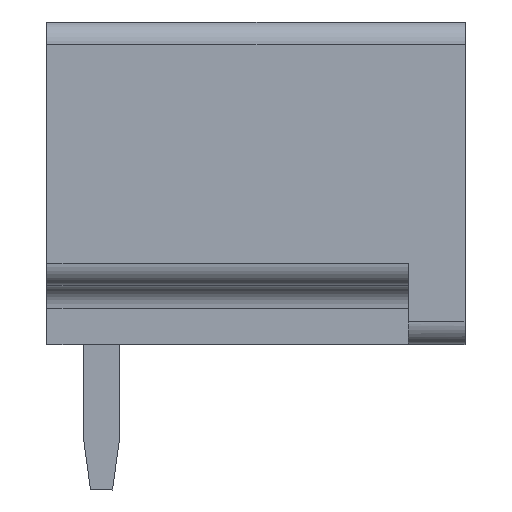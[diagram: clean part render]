
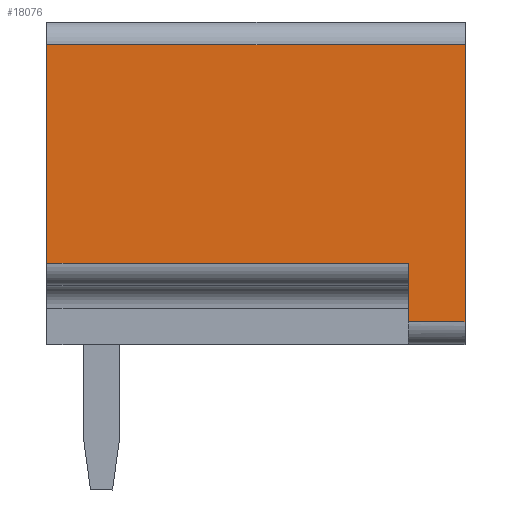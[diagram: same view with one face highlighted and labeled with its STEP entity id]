
A CAD part, left-side view. The second image highlights one B-rep face of the part: STEP entity #18076.
In plain terms, the highlighted planar face has unit normal (-1, 0, 0).
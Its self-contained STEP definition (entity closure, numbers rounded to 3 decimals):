
#18040=AXIS2_PLACEMENT_3D('Plane Axis2P3D',#18037,#18038,#18039) ;
#70=CARTESIAN_POINT('Vertex',(0.,0.,9.8)) ;
#73=CARTESIAN_POINT('Line Origine',(0.,0.,6.75)) ;
#77=CARTESIAN_POINT('Vertex',(0.,0.,3.7)) ;
#18022=CARTESIAN_POINT('Vertex',(0.,9.2,9.8)) ;
#18025=CARTESIAN_POINT('Line Origine',(0.,4.6,9.8)) ;
#18037=CARTESIAN_POINT('Axis2P3D Location',(0.,0.,9.8)) ;
#18042=CARTESIAN_POINT('Line Origine',(0.,5.225,4.99)) ;
#18046=CARTESIAN_POINT('Vertex',(0.,9.2,4.99)) ;
#18048=CARTESIAN_POINT('Vertex',(0.,1.25,4.99)) ;
#18051=CARTESIAN_POINT('Line Origine',(0.,1.25,4.345)) ;
#18055=CARTESIAN_POINT('Vertex',(0.,1.25,3.7)) ;
#18058=CARTESIAN_POINT('Line Origine',(0.,0.625,3.7)) ;
#18063=CARTESIAN_POINT('Line Origine',(0.,9.2,7.395)) ;
#74=DIRECTION('Vector Direction',(0.,0.,-1.)) ;
#18026=DIRECTION('Vector Direction',(0.,-1.,0.)) ;
#18038=DIRECTION('Axis2P3D Direction',(1.,-0.,0.)) ;
#18039=DIRECTION('Axis2P3D XDirection',(0.,0.,-1.)) ;
#18043=DIRECTION('Vector Direction',(0.,-1.,0.)) ;
#18052=DIRECTION('Vector Direction',(0.,0.,-1.)) ;
#18059=DIRECTION('Vector Direction',(0.,1.,0.)) ;
#18064=DIRECTION('Vector Direction',(0.,0.,-1.)) ;
#75=VECTOR('Line Direction',#74,1.) ;
#18027=VECTOR('Line Direction',#18026,1.) ;
#18044=VECTOR('Line Direction',#18043,1.) ;
#18053=VECTOR('Line Direction',#18052,1.) ;
#18060=VECTOR('Line Direction',#18059,1.) ;
#18065=VECTOR('Line Direction',#18064,1.) ;
#18069=ORIENTED_EDGE('',*,*,#18050,.T.) ;
#18070=ORIENTED_EDGE('',*,*,#18057,.T.) ;
#18071=ORIENTED_EDGE('',*,*,#18062,.F.) ;
#18072=ORIENTED_EDGE('',*,*,#79,.F.) ;
#18073=ORIENTED_EDGE('',*,*,#18029,.T.) ;
#18074=ORIENTED_EDGE('',*,*,#18067,.T.) ;
#18076=ADVANCED_FACE('HOUSING',(#18075),#18041,.F.) ;
#79=EDGE_CURVE('',#71,#78,#76,.T.) ;
#18029=EDGE_CURVE('',#71,#18023,#18028,.F.) ;
#18050=EDGE_CURVE('',#18047,#18049,#18045,.T.) ;
#18057=EDGE_CURVE('',#18049,#18056,#18054,.T.) ;
#18062=EDGE_CURVE('',#78,#18056,#18061,.T.) ;
#18067=EDGE_CURVE('',#18023,#18047,#18066,.T.) ;
#18068=EDGE_LOOP('',(#18069,#18070,#18071,#18072,#18073,#18074)) ;
#18075=FACE_OUTER_BOUND('',#18068,.T.) ;
#76=LINE('Line',#73,#75) ;
#18028=LINE('Line',#18025,#18027) ;
#18045=LINE('Line',#18042,#18044) ;
#18054=LINE('Line',#18051,#18053) ;
#18061=LINE('Line',#18058,#18060) ;
#18066=LINE('Line',#18063,#18065) ;
#18041=PLANE('',#18040) ;
#71=VERTEX_POINT('',#70) ;
#78=VERTEX_POINT('',#77) ;
#18023=VERTEX_POINT('',#18022) ;
#18047=VERTEX_POINT('',#18046) ;
#18049=VERTEX_POINT('',#18048) ;
#18056=VERTEX_POINT('',#18055) ;
